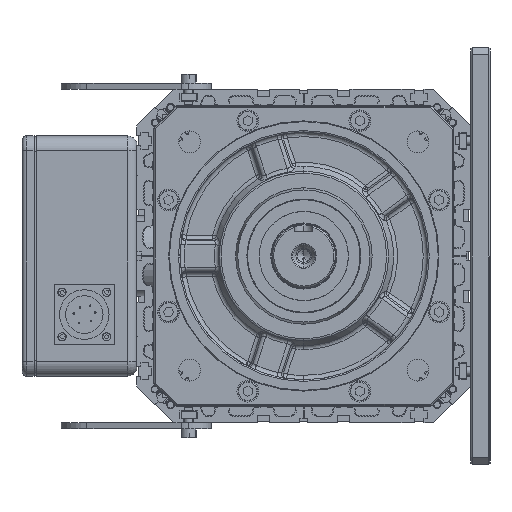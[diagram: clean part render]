
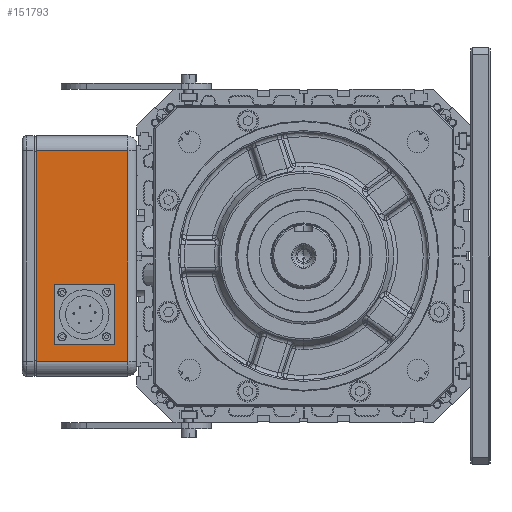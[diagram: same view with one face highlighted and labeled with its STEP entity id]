
A CAD part, left-side view. The second image highlights one B-rep face of the part: STEP entity #151793.
In plain terms, the highlighted planar face has unit normal (-1, 0, 0).
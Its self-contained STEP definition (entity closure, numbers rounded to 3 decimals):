
#131 = CARTESIAN_POINT ( 'NONE',  ( 388., 178.2, 70. ) ) ;
#13667 = EDGE_CURVE ( 'NONE', #63334, #136711, #98251, .T. ) ;
#16247 = CARTESIAN_POINT ( 'NONE',  ( 388., 178.2, 80. ) ) ;
#16565 = EDGE_CURVE ( 'NONE', #49237, #63334, #68548, .T. ) ;
#19351 = EDGE_CURVE ( 'NONE', #49237, #143813, #93175, .T. ) ;
#19717 = FACE_OUTER_BOUND ( 'NONE', #22802, .T. ) ;
#22802 = EDGE_LOOP ( 'NONE', ( #102175, #25451, #107150, #133364 ) ) ;
#25451 = ORIENTED_EDGE ( 'NONE', *, *, #16565, .T. ) ;
#34343 = CARTESIAN_POINT ( 'NONE',  ( 388., 178.2, 80. ) ) ;
#37059 = AXIS2_PLACEMENT_3D ( 'NONE', #34343, #48973, #105555 ) ;
#46118 = PLANE ( 'NONE',  #37059 ) ;
#48973 = DIRECTION ( 'NONE',  ( 1., 0., 0. ) ) ;
#49237 = VERTEX_POINT ( 'NONE', #111111 ) ;
#63334 = VERTEX_POINT ( 'NONE', #110470 ) ;
#65677 = CARTESIAN_POINT ( 'NONE',  ( 388., 178.2, -70. ) ) ;
#68548 = LINE ( 'NONE', #65677, #151313 ) ;
#74723 = DIRECTION ( 'NONE',  ( 0., 0., 1. ) ) ;
#82004 = VECTOR ( 'NONE', #171309, 1000. ) ;
#93175 = LINE ( 'NONE', #16247, #119575 ) ;
#98251 = LINE ( 'NONE', #183996, #82004 ) ;
#100327 = EDGE_CURVE ( 'NONE', #136711, #143813, #115045, .T. ) ;
#102175 = ORIENTED_EDGE ( 'NONE', *, *, #19351, .F. ) ;
#102372 = DIRECTION ( 'NONE',  ( 0., 1., 0. ) ) ;
#105555 = DIRECTION ( 'NONE',  ( 0., -1., 0. ) ) ;
#107150 = ORIENTED_EDGE ( 'NONE', *, *, #13667, .T. ) ;
#110470 = CARTESIAN_POINT ( 'NONE',  ( 388., 117.2, -70. ) ) ;
#111111 = CARTESIAN_POINT ( 'NONE',  ( 388., 178.2, -70. ) ) ;
#115045 = LINE ( 'NONE', #191055, #115112 ) ;
#115112 = VECTOR ( 'NONE', #102372, 1000. ) ;
#119575 = VECTOR ( 'NONE', #74723, 1000. ) ;
#128001 = DIRECTION ( 'NONE',  ( 0., -1., 0. ) ) ;
#131191 = CARTESIAN_POINT ( 'NONE',  ( 388., 117.2, 70. ) ) ;
#133364 = ORIENTED_EDGE ( 'NONE', *, *, #100327, .T. ) ;
#136711 = VERTEX_POINT ( 'NONE', #131191 ) ;
#143813 = VERTEX_POINT ( 'NONE', #131 ) ;
#151313 = VECTOR ( 'NONE', #128001, 1000. ) ;
#151793 = ADVANCED_FACE ( 'NONE', ( #19717 ), #46118, .F. ) ;
#171309 = DIRECTION ( 'NONE',  ( 0., 0., 1. ) ) ;
#183996 = CARTESIAN_POINT ( 'NONE',  ( 388., 117.2, 80. ) ) ;
#191055 = CARTESIAN_POINT ( 'NONE',  ( 388., 178.2, 70. ) ) ;
